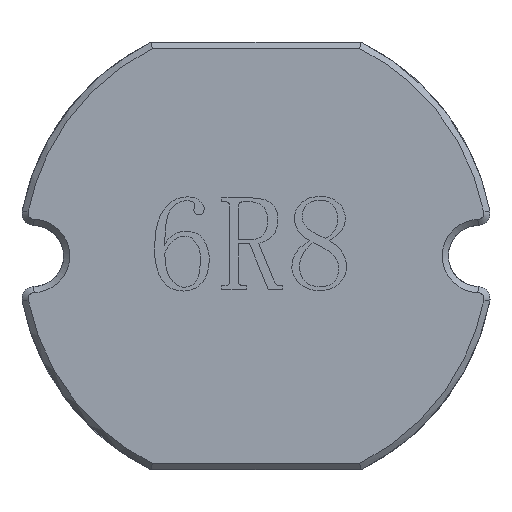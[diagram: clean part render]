
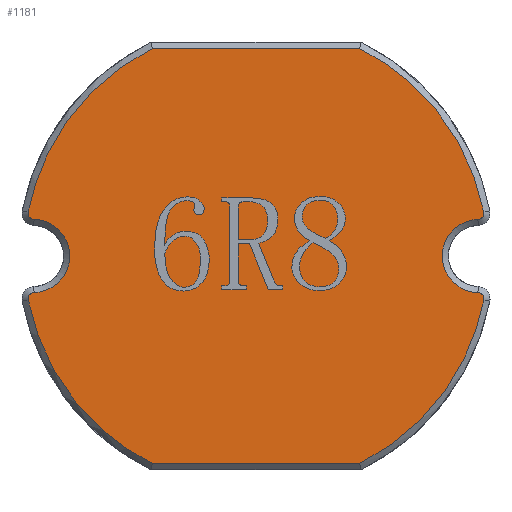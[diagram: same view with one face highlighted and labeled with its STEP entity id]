
A CAD part, front view. The second image highlights one B-rep face of the part: STEP entity #1181.
In plain terms, the highlighted free-form (B-spline) face has degree [1, 1] with [2, 2] control points.
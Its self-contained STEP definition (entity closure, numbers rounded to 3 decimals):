
#1181 = ADVANCED_FACE('',(#1182),#1282,.T.);
#1182 = FACE_BOUND('',#1183,.T.);
#1183 = EDGE_LOOP('',(#1184,#1193,#1201,#1209,#1219,#1227,#1235,#1242,
    #1250,#1258,#1268,#1276));
#1184 = ORIENTED_EDGE('',*,*,#1185,.T.);
#1185 = EDGE_CURVE('',#1186,#1188,#1190,.T.);
#1186 = VERTEX_POINT('',#1187);
#1187 = CARTESIAN_POINT('',(2.334,-3.3,
    4.676));
#1188 = VERTEX_POINT('',#1189);
#1189 = CARTESIAN_POINT('',(-2.334,-3.3,
    4.676));
#1190 = B_SPLINE_CURVE_WITH_KNOTS('',1,(#1191,#1192),.UNSPECIFIED.,.F.,
  .F.,(2,2),(-3.418,-0.023),
  .PIECEWISE_BEZIER_KNOTS.);
#1191 = CARTESIAN_POINT('',(2.334,-3.3,
    4.676));
#1192 = CARTESIAN_POINT('',(-2.334,-3.3,
    4.676));
#1193 = ORIENTED_EDGE('',*,*,#1194,.T.);
#1194 = EDGE_CURVE('',#1188,#1195,#1197,.T.);
#1195 = VERTEX_POINT('',#1196);
#1196 = CARTESIAN_POINT('',(-5.131,-3.3,
    0.988));
#1197 = ( BOUNDED_CURVE() B_SPLINE_CURVE(2,(#1198,#1199,#1200),
.UNSPECIFIED.,.F.,.F.) B_SPLINE_CURVE_WITH_KNOTS((3,3),(3.605,
4.522),.PIECEWISE_BEZIER_KNOTS.) CURVE() 
GEOMETRIC_REPRESENTATION_ITEM() RATIONAL_B_SPLINE_CURVE((1.,
0.897,1.)) REPRESENTATION_ITEM('') );
#1198 = CARTESIAN_POINT('',(-2.334,-3.3,
    4.676));
#1199 = CARTESIAN_POINT('',(-4.643,-3.3,
    3.523));
#1200 = CARTESIAN_POINT('',(-5.131,-3.3,
    0.988));
#1201 = ORIENTED_EDGE('',*,*,#1202,.T.);
#1202 = EDGE_CURVE('',#1195,#1203,#1205,.T.);
#1203 = VERTEX_POINT('',#1204);
#1204 = CARTESIAN_POINT('',(-5.,-3.3,
    0.825));
#1205 = ( BOUNDED_CURVE() B_SPLINE_CURVE(2,(#1206,#1207,#1208),
.UNSPECIFIED.,.F.,.F.) B_SPLINE_CURVE_WITH_KNOTS((3,3),(4.522,
6.259),.PIECEWISE_BEZIER_KNOTS.) CURVE() 
GEOMETRIC_REPRESENTATION_ITEM() RATIONAL_B_SPLINE_CURVE((1.,
0.646,1.)) REPRESENTATION_ITEM('') );
#1206 = CARTESIAN_POINT('',(-5.131,-3.3,
    0.988));
#1207 = CARTESIAN_POINT('',(-5.162,-3.3,
    0.829));
#1208 = CARTESIAN_POINT('',(-5.,-3.3,
    0.825));
#1209 = ORIENTED_EDGE('',*,*,#1210,.T.);
#1210 = EDGE_CURVE('',#1203,#1211,#1213,.T.);
#1211 = VERTEX_POINT('',#1212);
#1212 = CARTESIAN_POINT('',(-5.,-3.3,
    -0.825));
#1213 = ( BOUNDED_CURVE() B_SPLINE_CURVE(2,(#1214,#1215,#1216,#1217,
#1218),.UNSPECIFIED.,.F.,.F.) B_SPLINE_CURVE_WITH_KNOTS((3,2,3),(
    3.166,4.712,6.259),
.PIECEWISE_BEZIER_KNOTS.) CURVE() GEOMETRIC_REPRESENTATION_ITEM() 
RATIONAL_B_SPLINE_CURVE((1.,0.716,1.,0.716,1.)) 
REPRESENTATION_ITEM('') );
#1214 = CARTESIAN_POINT('',(-5.,-3.3,
    0.825));
#1215 = CARTESIAN_POINT('',(-4.194,-3.3,
    0.806));
#1216 = CARTESIAN_POINT('',(-4.194,-3.3,
    0.));
#1217 = CARTESIAN_POINT('',(-4.194,-3.3,
    -0.806));
#1218 = CARTESIAN_POINT('',(-5.,-3.3,
    -0.825));
#1219 = ORIENTED_EDGE('',*,*,#1220,.T.);
#1220 = EDGE_CURVE('',#1211,#1221,#1223,.T.);
#1221 = VERTEX_POINT('',#1222);
#1222 = CARTESIAN_POINT('',(-5.131,-3.3,
    -0.988));
#1223 = ( BOUNDED_CURVE() B_SPLINE_CURVE(2,(#1224,#1225,#1226),
.UNSPECIFIED.,.F.,.F.) B_SPLINE_CURVE_WITH_KNOTS((3,3),(3.166,
4.903),.PIECEWISE_BEZIER_KNOTS.) CURVE() 
GEOMETRIC_REPRESENTATION_ITEM() RATIONAL_B_SPLINE_CURVE((1.,
0.646,1.)) REPRESENTATION_ITEM('') );
#1224 = CARTESIAN_POINT('',(-5.,-3.3,
    -0.825));
#1225 = CARTESIAN_POINT('',(-5.162,-3.3,
    -0.829));
#1226 = CARTESIAN_POINT('',(-5.131,-3.3,
    -0.988));
#1227 = ORIENTED_EDGE('',*,*,#1228,.T.);
#1228 = EDGE_CURVE('',#1221,#1229,#1231,.T.);
#1229 = VERTEX_POINT('',#1230);
#1230 = CARTESIAN_POINT('',(-2.334,-3.3,
    -4.676));
#1231 = ( BOUNDED_CURVE() B_SPLINE_CURVE(2,(#1232,#1233,#1234),
.UNSPECIFIED.,.F.,.F.) B_SPLINE_CURVE_WITH_KNOTS((3,3),(4.903,
5.82),.PIECEWISE_BEZIER_KNOTS.) CURVE() 
GEOMETRIC_REPRESENTATION_ITEM() RATIONAL_B_SPLINE_CURVE((1.,
0.897,1.)) REPRESENTATION_ITEM('') );
#1232 = CARTESIAN_POINT('',(-5.131,-3.3,
    -0.988));
#1233 = CARTESIAN_POINT('',(-4.643,-3.3,
    -3.523));
#1234 = CARTESIAN_POINT('',(-2.334,-3.3,
    -4.676));
#1235 = ORIENTED_EDGE('',*,*,#1236,.T.);
#1236 = EDGE_CURVE('',#1229,#1237,#1239,.T.);
#1237 = VERTEX_POINT('',#1238);
#1238 = CARTESIAN_POINT('',(2.334,-3.3,
    -4.676));
#1239 = B_SPLINE_CURVE_WITH_KNOTS('',1,(#1240,#1241),.UNSPECIFIED.,.F.,
  .F.,(2,2),(-3.418,-0.023),
  .PIECEWISE_BEZIER_KNOTS.);
#1240 = CARTESIAN_POINT('',(-2.334,-3.3,
    -4.676));
#1241 = CARTESIAN_POINT('',(2.334,-3.3,
    -4.676));
#1242 = ORIENTED_EDGE('',*,*,#1243,.T.);
#1243 = EDGE_CURVE('',#1237,#1244,#1246,.T.);
#1244 = VERTEX_POINT('',#1245);
#1245 = CARTESIAN_POINT('',(5.131,-3.3,
    -0.988));
#1246 = ( BOUNDED_CURVE() B_SPLINE_CURVE(2,(#1247,#1248,#1249),
.UNSPECIFIED.,.F.,.F.) B_SPLINE_CURVE_WITH_KNOTS((3,3),(0.463,
1.381),.PIECEWISE_BEZIER_KNOTS.) CURVE() 
GEOMETRIC_REPRESENTATION_ITEM() RATIONAL_B_SPLINE_CURVE((1.,
0.897,1.)) REPRESENTATION_ITEM('') );
#1247 = CARTESIAN_POINT('',(2.334,-3.3,
    -4.676));
#1248 = CARTESIAN_POINT('',(4.643,-3.3,
    -3.523));
#1249 = CARTESIAN_POINT('',(5.131,-3.3,
    -0.988));
#1250 = ORIENTED_EDGE('',*,*,#1251,.T.);
#1251 = EDGE_CURVE('',#1244,#1252,#1254,.T.);
#1252 = VERTEX_POINT('',#1253);
#1253 = CARTESIAN_POINT('',(5.,-3.3,
    -0.825));
#1254 = ( BOUNDED_CURVE() B_SPLINE_CURVE(2,(#1255,#1256,#1257),
.UNSPECIFIED.,.F.,.F.) B_SPLINE_CURVE_WITH_KNOTS((3,3),(1.381,
3.118),.PIECEWISE_BEZIER_KNOTS.) CURVE() 
GEOMETRIC_REPRESENTATION_ITEM() RATIONAL_B_SPLINE_CURVE((1.,
0.646,1.)) REPRESENTATION_ITEM('') );
#1255 = CARTESIAN_POINT('',(5.131,-3.3,
    -0.988));
#1256 = CARTESIAN_POINT('',(5.162,-3.3,
    -0.829));
#1257 = CARTESIAN_POINT('',(5.,-3.3,
    -0.825));
#1258 = ORIENTED_EDGE('',*,*,#1259,.T.);
#1259 = EDGE_CURVE('',#1252,#1260,#1262,.T.);
#1260 = VERTEX_POINT('',#1261);
#1261 = CARTESIAN_POINT('',(5.,-3.3,
    0.825));
#1262 = ( BOUNDED_CURVE() B_SPLINE_CURVE(2,(#1263,#1264,#1265,#1266,
#1267),.UNSPECIFIED.,.F.,.F.) B_SPLINE_CURVE_WITH_KNOTS((3,2,3),(
    0.024,1.571,3.118),
.PIECEWISE_BEZIER_KNOTS.) CURVE() GEOMETRIC_REPRESENTATION_ITEM() 
RATIONAL_B_SPLINE_CURVE((1.,0.716,1.,0.716,1.)) 
REPRESENTATION_ITEM('') );
#1263 = CARTESIAN_POINT('',(5.,-3.3,
    -0.825));
#1264 = CARTESIAN_POINT('',(4.194,-3.3,
    -0.806));
#1265 = CARTESIAN_POINT('',(4.194,-3.3,
    0.));
#1266 = CARTESIAN_POINT('',(4.194,-3.3,
    0.806));
#1267 = CARTESIAN_POINT('',(5.,-3.3,
    0.825));
#1268 = ORIENTED_EDGE('',*,*,#1269,.T.);
#1269 = EDGE_CURVE('',#1260,#1270,#1272,.T.);
#1270 = VERTEX_POINT('',#1271);
#1271 = CARTESIAN_POINT('',(5.131,-3.3,
    0.988));
#1272 = ( BOUNDED_CURVE() B_SPLINE_CURVE(2,(#1273,#1274,#1275),
.UNSPECIFIED.,.F.,.F.) B_SPLINE_CURVE_WITH_KNOTS((3,3),(
0.024,1.761),.PIECEWISE_BEZIER_KNOTS.) CURVE() 
GEOMETRIC_REPRESENTATION_ITEM() RATIONAL_B_SPLINE_CURVE((1.,
0.646,1.)) REPRESENTATION_ITEM('') );
#1273 = CARTESIAN_POINT('',(5.,-3.3,
    0.825));
#1274 = CARTESIAN_POINT('',(5.162,-3.3,
    0.829));
#1275 = CARTESIAN_POINT('',(5.131,-3.3,
    0.988));
#1276 = ORIENTED_EDGE('',*,*,#1277,.T.);
#1277 = EDGE_CURVE('',#1270,#1186,#1278,.T.);
#1278 = ( BOUNDED_CURVE() B_SPLINE_CURVE(2,(#1279,#1280,#1281),
.UNSPECIFIED.,.F.,.F.) B_SPLINE_CURVE_WITH_KNOTS((3,3),(1.761,
2.679),.PIECEWISE_BEZIER_KNOTS.) CURVE() 
GEOMETRIC_REPRESENTATION_ITEM() RATIONAL_B_SPLINE_CURVE((1.,
0.897,1.)) REPRESENTATION_ITEM('') );
#1279 = CARTESIAN_POINT('',(5.131,-3.3,
    0.988));
#1280 = CARTESIAN_POINT('',(4.643,-3.3,
    3.523));
#1281 = CARTESIAN_POINT('',(2.334,-3.3,
    4.676));
#1282 = B_SPLINE_SURFACE_WITH_KNOTS('',1,1,(
    (#1283,#1284)
    ,(#1285,#1286
    )),.UNSPECIFIED.,.F.,.F.,.F.,(2,2),(2,2),(-2.7,
    4.1),(-0.1,7.366),.PIECEWISE_BEZIER_KNOTS.);
#1283 = CARTESIAN_POINT('',(-5.134,-3.3,
    4.676));
#1284 = CARTESIAN_POINT('',(5.134,-3.3,
    4.676));
#1285 = CARTESIAN_POINT('',(-5.134,-3.3,
    -4.676));
#1286 = CARTESIAN_POINT('',(5.134,-3.3,
    -4.676));
